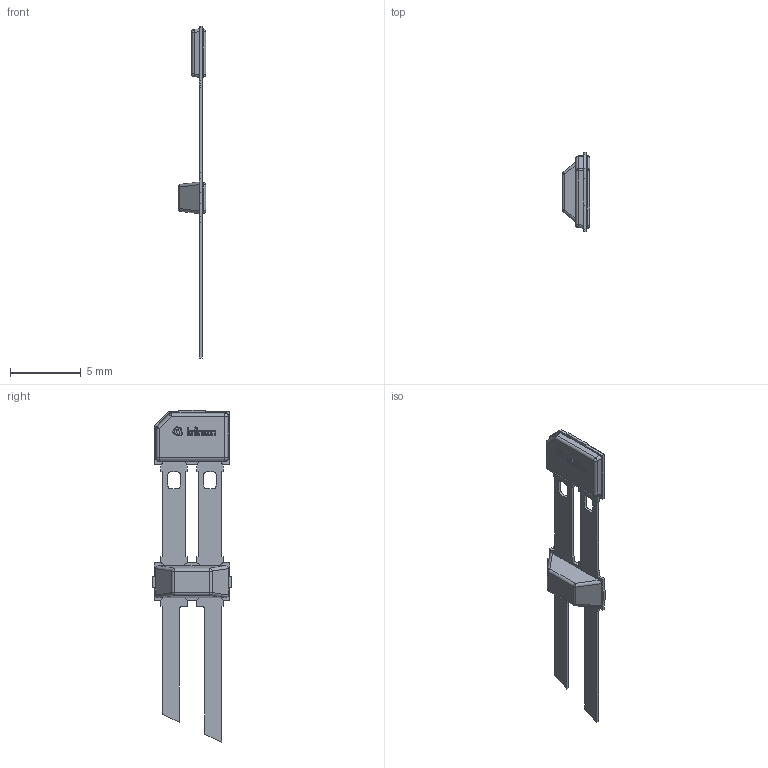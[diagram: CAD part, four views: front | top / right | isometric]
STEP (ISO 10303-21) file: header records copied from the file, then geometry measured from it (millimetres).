
FILE_DESCRIPTION(/* description */ (''),/* implementation_level */ '2;1');
FILE_NAME(/* name */ 'PG-SSO-2-4.stp',/* time_stamp */ '2019-09-17T12:58:53+05:00',/* author */ ('janartha'),/* organization */ (''),/* preprocessor_version */ 'ST-DEVELOPER v16.13',/* originating_system */ 'AutoCAD Mechanical',/* authorisation */ '');
FILE_SCHEMA (('AUTOMOTIVE_DESIGN { 1 0 10303 214 3 1 1 }'));
Length unit declared in the file: millimetre
Products named in the file (1): Product
Bounding box: 1.95 x 5.64 x 23.54 mm (x, y, z)
Volume: 43.9 mm3; surface area: 322.5 mm2
Topology: 22 solids, 22 shells, 341 faces, 837 edges, 540 vertices
Faces by surface type: plane 233, cylinder 72, sphere 18, bspline 18
Full cylindrical faces by diameter (mm): 0.093 x1, 0.189 x1
Entity records: 10302 total; most frequent: CARTESIAN_POINT 2271, ORIENTED_EDGE 1670, DIRECTION 1591, EDGE_CURVE 835, LINE 655, VECTOR 655, VERTEX_POINT 540, AXIS2_PLACEMENT_3D 468
